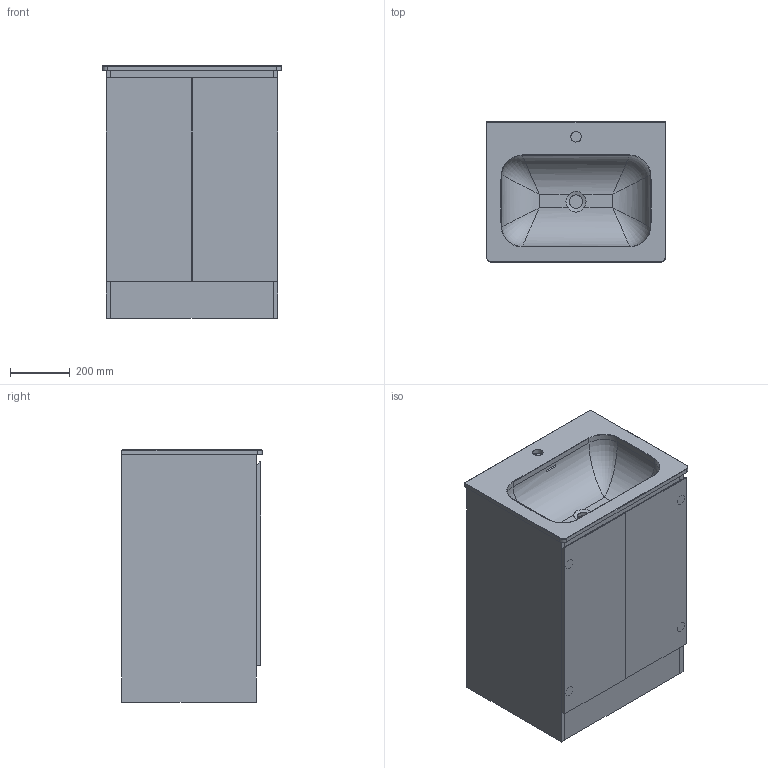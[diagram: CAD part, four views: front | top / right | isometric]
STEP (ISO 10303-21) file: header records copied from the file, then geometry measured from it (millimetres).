
FILE_DESCRIPTION(/* description */ (''),/* implementation_level */ '2;1');
FILE_NAME(/* name */ 'STEP - RCE-10824431_B6047_11912',/* time_stamp */ '2024-09-13T14:57:34+10:00',/* author */ (''),/* organization */ (''),/* preprocessor_version */ 'ST-DEVELOPER v16.5',/* originating_system */ 'Rhino 7.37',/* authorisation */ '');
FILE_SCHEMA (('CONFIG_CONTROL_DESIGN'));
Length unit declared in the file: millimetre
Products named in the file (1): Document
Bounding box: 600 x 470 x 845 mm (x, y, z)
Volume: 37401763.3 mm3; surface area: 5476723.6 mm2
Topology: 14 solids, 14 shells, 271 faces, 679 edges, 446 vertices
Faces by surface type: plane 157, cylinder 77, bspline 37
Full cylindrical faces by diameter (mm): 4 x8, 5 x14, 35 x5, 45 x2, 100 x1
Entity records: 15255 total; most frequent: CARTESIAN_POINT 10620, ORIENTED_EDGE 1342, EDGE_CURVE 671, VERTEX_POINT 446, B_SPLINE_CURVE_WITH_KNOTS 439, EDGE_LOOP 317, ADVANCED_FACE 271, FACE_OUTER_BOUND 271
